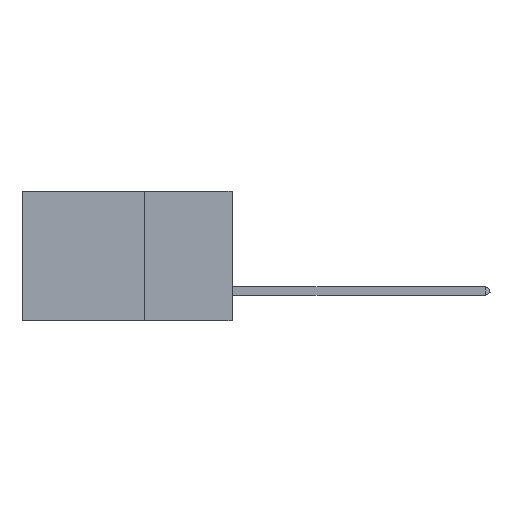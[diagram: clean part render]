
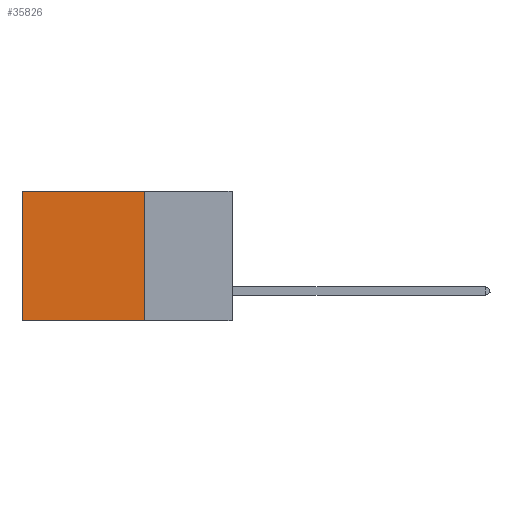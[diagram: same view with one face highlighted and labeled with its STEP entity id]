
A CAD part, left-side view. The second image highlights one B-rep face of the part: STEP entity #35826.
In plain terms, the highlighted planar face has unit normal (-1, 0, 0).
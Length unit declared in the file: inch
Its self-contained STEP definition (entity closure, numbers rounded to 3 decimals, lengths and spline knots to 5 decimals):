
#1275 = CARTESIAN_POINT ( 'NONE',  ( 0.2875, 0.25, 0. ) ) ;
#1455 = LINE ( 'NONE', #33993, #40014 ) ;
#6257 = FACE_OUTER_BOUND ( 'NONE', #14112, .T. ) ;
#6950 = LINE ( 'NONE', #1275, #16341 ) ;
#7489 = VERTEX_POINT ( 'NONE', #30204 ) ;
#8551 = LINE ( 'NONE', #43056, #9716 ) ;
#9716 = VECTOR ( 'NONE', #35684, 39.37008 ) ;
#11640 = DIRECTION ( 'NONE',  ( 0., 0., -1. ) ) ;
#12248 = EDGE_CURVE ( 'NONE', #7489, #13357, #6950, .T. ) ;
#13145 = DIRECTION ( 'NONE',  ( 0., 0., -1. ) ) ;
#13357 = VERTEX_POINT ( 'NONE', #32187 ) ;
#14112 = EDGE_LOOP ( 'NONE', ( #44955, #20346, #20249, #27174 ) ) ;
#14609 = VERTEX_POINT ( 'NONE', #43905 ) ;
#15393 = CARTESIAN_POINT ( 'NONE',  ( 0.2875, 0.6, -0.37 ) ) ;
#16341 = VECTOR ( 'NONE', #30980, 39.37008 ) ;
#20039 = DIRECTION ( 'NONE',  ( 0., 0., -1. ) ) ;
#20100 = LINE ( 'NONE', #31414, #37582 ) ;
#20249 = ORIENTED_EDGE ( 'NONE', *, *, #38025, .F. ) ;
#20346 = ORIENTED_EDGE ( 'NONE', *, *, #36051, .F. ) ;
#26718 = DIRECTION ( 'NONE',  ( 1., 0., 0. ) ) ;
#27174 = ORIENTED_EDGE ( 'NONE', *, *, #12248, .T. ) ;
#30204 = CARTESIAN_POINT ( 'NONE',  ( 0.2875, 0.25, 0. ) ) ;
#30825 = EDGE_CURVE ( 'NONE', #13357, #34157, #1455, .T. ) ;
#30980 = DIRECTION ( 'NONE',  ( 0., 1., 0. ) ) ;
#31414 = CARTESIAN_POINT ( 'NONE',  ( 0.2875, 0.25, 0. ) ) ;
#32187 = CARTESIAN_POINT ( 'NONE',  ( 0.2875, 0.6, 0. ) ) ;
#32317 = AXIS2_PLACEMENT_3D ( 'NONE', #38295, #26718, #20039 ) ;
#33993 = CARTESIAN_POINT ( 'NONE',  ( 0.2875, 0.6, 0. ) ) ;
#34157 = VERTEX_POINT ( 'NONE', #15393 ) ;
#35684 = DIRECTION ( 'NONE',  ( 0., 1., 0. ) ) ;
#35826 = ADVANCED_FACE ( 'NONE', ( #6257 ), #45716, .F. ) ;
#36051 = EDGE_CURVE ( 'NONE', #14609, #34157, #8551, .T. ) ;
#37582 = VECTOR ( 'NONE', #13145, 39.37008 ) ;
#38025 = EDGE_CURVE ( 'NONE', #7489, #14609, #20100, .T. ) ;
#38295 = CARTESIAN_POINT ( 'NONE',  ( 0.2875, 0.25, 0. ) ) ;
#40014 = VECTOR ( 'NONE', #11640, 39.37008 ) ;
#43056 = CARTESIAN_POINT ( 'NONE',  ( 0.2875, 0.25, -0.37 ) ) ;
#43905 = CARTESIAN_POINT ( 'NONE',  ( 0.2875, 0.25, -0.37 ) ) ;
#44955 = ORIENTED_EDGE ( 'NONE', *, *, #30825, .T. ) ;
#45716 = PLANE ( 'NONE',  #32317 ) ;
